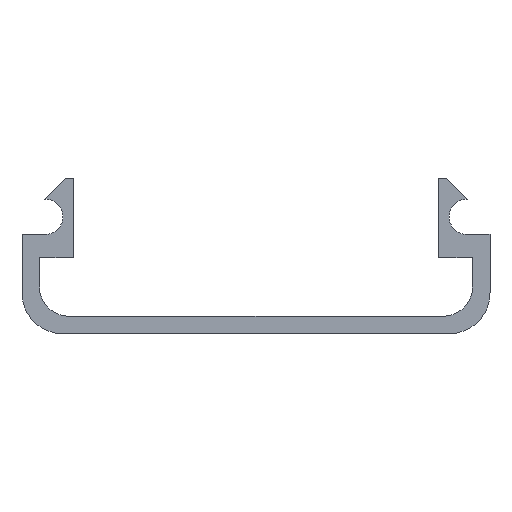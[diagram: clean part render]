
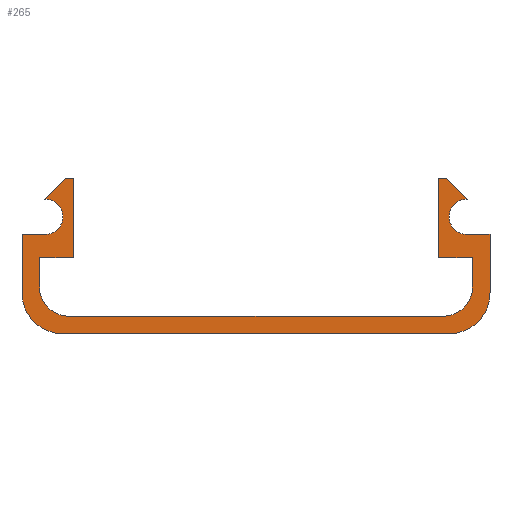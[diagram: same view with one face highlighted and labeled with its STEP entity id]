
A CAD part, top view. The second image highlights one B-rep face of the part: STEP entity #265.
In plain terms, the highlighted planar face has unit normal (0, 0, 1).
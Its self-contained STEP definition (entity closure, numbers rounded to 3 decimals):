
#49=CARTESIAN_POINT('',(-16.5,0.0,0.5));
#50=VERTEX_POINT('',#49);
#51=CARTESIAN_POINT('',(-20.0,3.5,0.5));
#52=VERTEX_POINT('',#51);
#53=CARTESIAN_POINT('',(-16.5,3.5,0.5));
#54=DIRECTION('',(0.0,0.0,-1.0));
#55=DIRECTION('',(-0.707,-0.707,0.0));
#56=AXIS2_PLACEMENT_3D('',#53,#54,#55);
#57=CIRCLE('',#56,3.5);
#58=EDGE_CURVE('',#50,#52,#57,.T.);
#86=CARTESIAN_POINT('',(-13.169,3.786,0.5));
#87=DIRECTION('',(0.0,0.0,1.0));
#88=DIRECTION('',(1.0,0.0,0.0));
#89=AXIS2_PLACEMENT_3D('',#86,#87,#88);
#90=PLANE('',#89);
#91=ORIENTED_EDGE('',*,*,#58,.F.);
#92=CARTESIAN_POINT('',(16.5,0.0,0.5));
#93=VERTEX_POINT('',#92);
#94=CARTESIAN_POINT('',(16.5,0.0,0.5));
#95=DIRECTION('',(-1.0,0.0,0.0));
#96=VECTOR('',#95,33.0);
#97=LINE('',#94,#96);
#98=EDGE_CURVE('',#93,#50,#97,.T.);
#99=ORIENTED_EDGE('',*,*,#98,.F.);
#100=CARTESIAN_POINT('',(20.0,3.5,0.5));
#101=VERTEX_POINT('',#100);
#102=CARTESIAN_POINT('',(16.5,3.5,0.5));
#103=DIRECTION('',(0.0,0.0,-1.0));
#104=DIRECTION('',(0.707,-0.707,0.0));
#105=AXIS2_PLACEMENT_3D('',#102,#103,#104);
#106=CIRCLE('',#105,3.5);
#107=EDGE_CURVE('',#101,#93,#106,.T.);
#108=ORIENTED_EDGE('',*,*,#107,.F.);
#109=CARTESIAN_POINT('',(20.0,8.5,0.5));
#110=VERTEX_POINT('',#109);
#111=CARTESIAN_POINT('',(20.0,8.5,0.5));
#112=DIRECTION('',(0.0,-1.0,0.0));
#113=VECTOR('',#112,5.0);
#114=LINE('',#111,#113);
#115=EDGE_CURVE('',#110,#101,#114,.T.);
#116=ORIENTED_EDGE('',*,*,#115,.F.);
#117=CARTESIAN_POINT('',(18.0,8.5,0.5));
#118=VERTEX_POINT('',#117);
#119=CARTESIAN_POINT('',(18.0,8.5,0.5));
#120=DIRECTION('',(1.0,0.0,0.0));
#121=VECTOR('',#120,2.0);
#122=LINE('',#119,#121);
#123=EDGE_CURVE('',#118,#110,#122,.T.);
#124=ORIENTED_EDGE('',*,*,#123,.F.);
#125=CARTESIAN_POINT('',(18.104,11.496,0.5));
#126=VERTEX_POINT('',#125);
#127=CARTESIAN_POINT('',(18.0,10.0,0.5));
#128=DIRECTION('',(0.0,0.0,1.));
#129=DIRECTION('',(-0.069,-0.998,0.0));
#130=AXIS2_PLACEMENT_3D('',#127,#128,#129);
#131=CIRCLE('',#130,1.5);
#132=EDGE_CURVE('',#126,#118,#131,.T.);
#133=ORIENTED_EDGE('',*,*,#132,.F.);
#134=CARTESIAN_POINT('',(16.3,13.3,0.5));
#135=VERTEX_POINT('',#134);
#136=CARTESIAN_POINT('',(16.3,13.3,0.5));
#137=DIRECTION('',(0.707,-0.707,0.0));
#138=VECTOR('',#137,2.551);
#139=LINE('',#136,#138);
#140=EDGE_CURVE('',#135,#126,#139,.T.);
#141=ORIENTED_EDGE('',*,*,#140,.F.);
#142=CARTESIAN_POINT('',(15.6,13.3,0.5));
#143=VERTEX_POINT('',#142);
#144=CARTESIAN_POINT('',(15.6,13.3,0.5));
#145=DIRECTION('',(1.0,0.0,0.0));
#146=VECTOR('',#145,0.7);
#147=LINE('',#144,#146);
#148=EDGE_CURVE('',#143,#135,#147,.T.);
#149=ORIENTED_EDGE('',*,*,#148,.F.);
#150=CARTESIAN_POINT('',(15.6,6.5,0.5));
#151=VERTEX_POINT('',#150);
#152=CARTESIAN_POINT('',(15.6,6.5,0.5));
#153=DIRECTION('',(0.0,1.0,0.0));
#154=VECTOR('',#153,6.8);
#155=LINE('',#152,#154);
#156=EDGE_CURVE('',#151,#143,#155,.T.);
#157=ORIENTED_EDGE('',*,*,#156,.F.);
#158=CARTESIAN_POINT('',(18.5,6.5,0.5));
#159=VERTEX_POINT('',#158);
#160=CARTESIAN_POINT('',(18.5,6.5,0.5));
#161=DIRECTION('',(-1.0,0.0,0.0));
#162=VECTOR('',#161,2.9);
#163=LINE('',#160,#162);
#164=EDGE_CURVE('',#159,#151,#163,.T.);
#165=ORIENTED_EDGE('',*,*,#164,.F.);
#166=CARTESIAN_POINT('',(18.5,4.,0.5));
#167=VERTEX_POINT('',#166);
#168=CARTESIAN_POINT('',(18.5,4.,0.5));
#169=DIRECTION('',(0.0,1.0,0.0));
#170=VECTOR('',#169,2.5);
#171=LINE('',#168,#170);
#172=EDGE_CURVE('',#167,#159,#171,.T.);
#173=ORIENTED_EDGE('',*,*,#172,.F.);
#174=CARTESIAN_POINT('',(16.0,1.5,0.5));
#175=VERTEX_POINT('',#174);
#176=CARTESIAN_POINT('',(16.0,4.,0.5));
#177=DIRECTION('',(0.0,0.0,1.));
#178=DIRECTION('',(0.707,-0.707,0.0));
#179=AXIS2_PLACEMENT_3D('',#176,#177,#178);
#180=CIRCLE('',#179,2.5);
#181=EDGE_CURVE('',#175,#167,#180,.T.);
#182=ORIENTED_EDGE('',*,*,#181,.F.);
#183=CARTESIAN_POINT('',(-16.0,1.5,0.5));
#184=VERTEX_POINT('',#183);
#185=CARTESIAN_POINT('',(-16.0,1.5,0.5));
#186=DIRECTION('',(1.0,0.0,0.0));
#187=VECTOR('',#186,32.0);
#188=LINE('',#185,#187);
#189=EDGE_CURVE('',#184,#175,#188,.T.);
#190=ORIENTED_EDGE('',*,*,#189,.F.);
#191=CARTESIAN_POINT('',(-18.5,4.,0.5));
#192=VERTEX_POINT('',#191);
#193=CARTESIAN_POINT('',(-16.0,4.,0.5));
#194=DIRECTION('',(0.0,0.0,1.));
#195=DIRECTION('',(-0.707,-0.707,0.0));
#196=AXIS2_PLACEMENT_3D('',#193,#194,#195);
#197=CIRCLE('',#196,2.5);
#198=EDGE_CURVE('',#192,#184,#197,.T.);
#199=ORIENTED_EDGE('',*,*,#198,.F.);
#200=CARTESIAN_POINT('',(-18.5,6.5,0.5));
#201=VERTEX_POINT('',#200);
#202=CARTESIAN_POINT('',(-18.5,6.5,0.5));
#203=DIRECTION('',(0.0,-1.0,0.0));
#204=VECTOR('',#203,2.5);
#205=LINE('',#202,#204);
#206=EDGE_CURVE('',#201,#192,#205,.T.);
#207=ORIENTED_EDGE('',*,*,#206,.F.);
#208=CARTESIAN_POINT('',(-15.6,6.5,0.5));
#209=VERTEX_POINT('',#208);
#210=CARTESIAN_POINT('',(-15.6,6.5,0.5));
#211=DIRECTION('',(-1.0,0.0,0.0));
#212=VECTOR('',#211,2.9);
#213=LINE('',#210,#212);
#214=EDGE_CURVE('',#209,#201,#213,.T.);
#215=ORIENTED_EDGE('',*,*,#214,.F.);
#216=CARTESIAN_POINT('',(-15.6,13.3,0.5));
#217=VERTEX_POINT('',#216);
#218=CARTESIAN_POINT('',(-15.6,13.3,0.5));
#219=DIRECTION('',(0.0,-1.0,0.0));
#220=VECTOR('',#219,6.8);
#221=LINE('',#218,#220);
#222=EDGE_CURVE('',#217,#209,#221,.T.);
#223=ORIENTED_EDGE('',*,*,#222,.F.);
#224=CARTESIAN_POINT('',(-16.3,13.3,0.5));
#225=VERTEX_POINT('',#224);
#226=CARTESIAN_POINT('',(-16.3,13.3,0.5));
#227=DIRECTION('',(1.0,0.0,0.0));
#228=VECTOR('',#227,0.7);
#229=LINE('',#226,#228);
#230=EDGE_CURVE('',#225,#217,#229,.T.);
#231=ORIENTED_EDGE('',*,*,#230,.F.);
#232=CARTESIAN_POINT('',(-18.104,11.496,0.5));
#233=VERTEX_POINT('',#232);
#234=CARTESIAN_POINT('',(-18.104,11.496,0.5));
#235=DIRECTION('',(0.707,0.707,0.0));
#236=VECTOR('',#235,2.551);
#237=LINE('',#234,#236);
#238=EDGE_CURVE('',#233,#225,#237,.T.);
#239=ORIENTED_EDGE('',*,*,#238,.F.);
#240=CARTESIAN_POINT('',(-18.0,8.5,0.5));
#241=VERTEX_POINT('',#240);
#242=CARTESIAN_POINT('',(-18.0,10.0,0.5));
#243=DIRECTION('',(0.0,0.0,1.0));
#244=DIRECTION('',(0.0,1.0,0.0));
#245=AXIS2_PLACEMENT_3D('',#242,#243,#244);
#246=CIRCLE('',#245,1.5);
#247=EDGE_CURVE('',#241,#233,#246,.T.);
#248=ORIENTED_EDGE('',*,*,#247,.F.);
#249=CARTESIAN_POINT('',(-20.0,8.5,0.5));
#250=VERTEX_POINT('',#249);
#251=CARTESIAN_POINT('',(-20.0,8.5,0.5));
#252=DIRECTION('',(1.0,0.0,0.0));
#253=VECTOR('',#252,2.0);
#254=LINE('',#251,#253);
#255=EDGE_CURVE('',#250,#241,#254,.T.);
#256=ORIENTED_EDGE('',*,*,#255,.F.);
#257=CARTESIAN_POINT('',(-20.0,3.5,0.5));
#258=DIRECTION('',(0.0,1.0,0.0));
#259=VECTOR('',#258,5.0);
#260=LINE('',#257,#259);
#261=EDGE_CURVE('',#52,#250,#260,.T.);
#262=ORIENTED_EDGE('',*,*,#261,.F.);
#263=EDGE_LOOP('',(#91,#99,#108,#116,#124,#133,#141,#149,#157,#165,#173,#182,#190,#199,#207,#215,#223,#231,#239,#248,#256,#262));
#264=FACE_OUTER_BOUND('',#263,.T.);
#265=ADVANCED_FACE('',(#264),#90,.T.);
